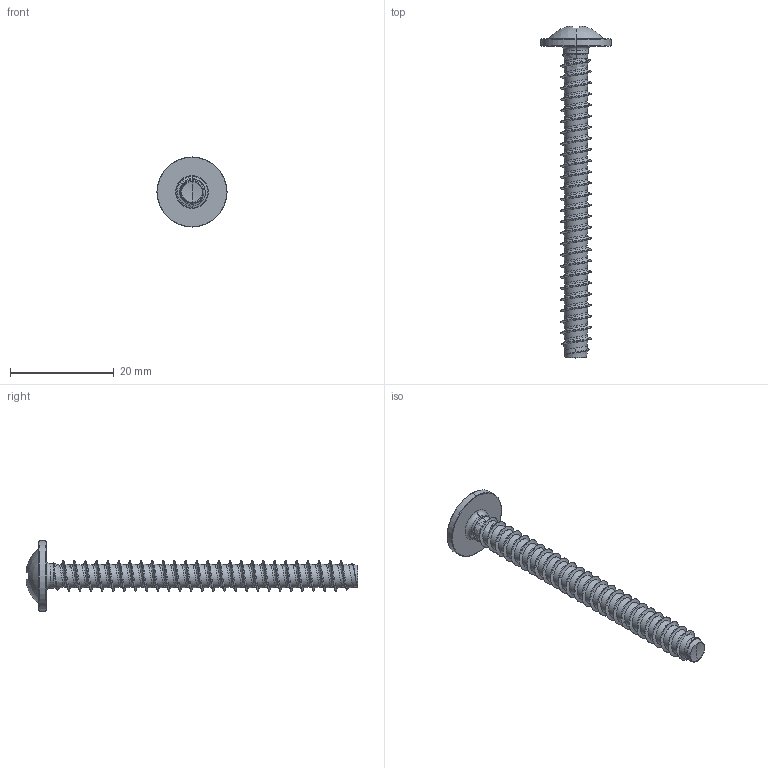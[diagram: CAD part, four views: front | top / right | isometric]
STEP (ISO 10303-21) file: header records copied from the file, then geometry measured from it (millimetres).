
FILE_DESCRIPTION (( 'STEP AP203' ), '1' );
FILE_NAME ('STP210600600.STEP', '2017-08-15T02:01:20', ( '' ), ( '' ), 'SwSTEP 2.0', 'SolidWorks 2015', '' );
FILE_SCHEMA (( 'CONFIG_CONTROL_DESIGN' ));
Length unit declared in the file: millimetre
Products named in the file (1): STP210600600
Bounding box: 13.5 x 63.87 x 13.5 mm (x, y, z)
Volume: 1309.8 mm3; surface area: 1726.4 mm2
Topology: 1 solids, 1 shells, 225 faces, 558 edges, 336 vertices
Faces by surface type: cylinder 80, bspline 55, plane 31, torus 30, sphere 20, cone 9
Entity records: 42141 total; most frequent: CARTESIAN_POINT 37393, ORIENTED_EDGE 1112, DIRECTION 841, EDGE_CURVE 556, AXIS2_PLACEMENT_3D 358, VERTEX_POINT 336, EDGE_LOOP 228, FACE_OUTER_BOUND 225
